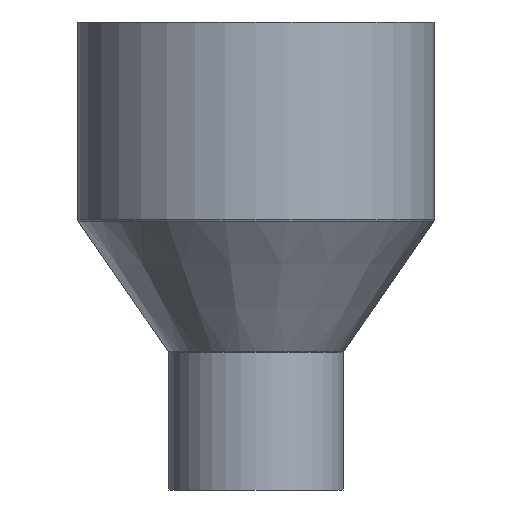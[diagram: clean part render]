
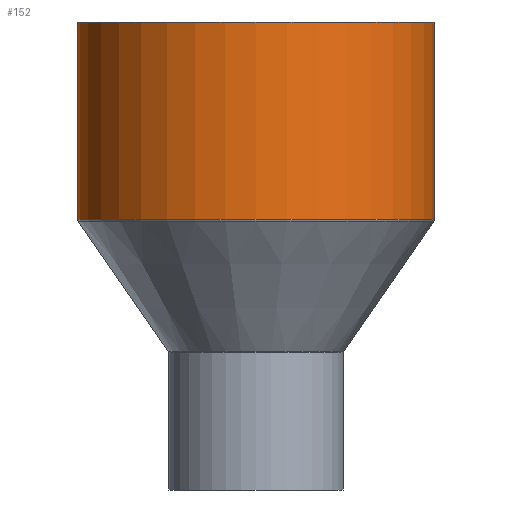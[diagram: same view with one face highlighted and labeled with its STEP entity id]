
A CAD part, front view. The second image highlights one B-rep face of the part: STEP entity #152.
In plain terms, the highlighted cylindrical face has radius 112.5 mm (diameter 225 mm), a partial arc.
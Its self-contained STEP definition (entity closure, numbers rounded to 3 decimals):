
#19 = DIRECTION ( 'NONE',  ( 0., 0., -1. ) ) ;
#44 = VERTEX_POINT ( 'NONE', #101 ) ;
#59 = AXIS2_PLACEMENT_3D ( 'NONE', #595, #143, #550 ) ;
#63 = EDGE_CURVE ( 'NONE', #408, #332, #518, .T. ) ;
#68 = CARTESIAN_POINT ( 'NONE',  ( -112.5, 0., -16.533 ) ) ;
#101 = CARTESIAN_POINT ( 'NONE',  ( -112.5, 0., 161.592 ) ) ;
#120 = CARTESIAN_POINT ( 'NONE',  ( 112.5, 0., -16.533 ) ) ;
#143 = DIRECTION ( 'NONE',  ( 0., 0., -1. ) ) ;
#152 = ADVANCED_FACE ( 'NONE', ( #598 ), #547, .T. ) ;
#163 = CARTESIAN_POINT ( 'NONE',  ( 112.5, 0., 161.592 ) ) ;
#179 = ORIENTED_EDGE ( 'NONE', *, *, #353, .T. ) ;
#196 = AXIS2_PLACEMENT_3D ( 'NONE', #509, #303, #199 ) ;
#199 = DIRECTION ( 'NONE',  ( -1., 0., 0. ) ) ;
#207 = ORIENTED_EDGE ( 'NONE', *, *, #63, .F. ) ;
#297 = CIRCLE ( 'NONE', #503, 112.5 ) ;
#298 = VECTOR ( 'NONE', #19, 1000. ) ;
#303 = DIRECTION ( 'NONE',  ( 0., 0., -1. ) ) ;
#318 = VERTEX_POINT ( 'NONE', #163 ) ;
#332 = VERTEX_POINT ( 'NONE', #626 ) ;
#343 = CARTESIAN_POINT ( 'NONE',  ( 112.5, 0., 37.217 ) ) ;
#353 = EDGE_CURVE ( 'NONE', #318, #44, #297, .T. ) ;
#360 = VECTOR ( 'NONE', #431, 1000. ) ;
#380 = CARTESIAN_POINT ( 'NONE',  ( 0., 0., 161.592 ) ) ;
#387 = ORIENTED_EDGE ( 'NONE', *, *, #643, .T. ) ;
#393 = EDGE_LOOP ( 'NONE', ( #433, #179, #387, #207 ) ) ;
#408 = VERTEX_POINT ( 'NONE', #343 ) ;
#431 = DIRECTION ( 'NONE',  ( 0., 0., -1. ) ) ;
#433 = ORIENTED_EDGE ( 'NONE', *, *, #622, .F. ) ;
#491 = DIRECTION ( 'NONE',  ( 0., 0., -1. ) ) ;
#503 = AXIS2_PLACEMENT_3D ( 'NONE', #380, #491, #582 ) ;
#509 = CARTESIAN_POINT ( 'NONE',  ( 0., 0., 37.217 ) ) ;
#518 = CIRCLE ( 'NONE', #196, 112.5 ) ;
#524 = LINE ( 'NONE', #68, #360 ) ;
#547 = CYLINDRICAL_SURFACE ( 'NONE', #59, 112.5 ) ;
#550 = DIRECTION ( 'NONE',  ( -1., 0., 0. ) ) ;
#582 = DIRECTION ( 'NONE',  ( -1., 0., 0. ) ) ;
#595 = CARTESIAN_POINT ( 'NONE',  ( 0., 0., -16.533 ) ) ;
#598 = FACE_OUTER_BOUND ( 'NONE', #393, .T. ) ;
#622 = EDGE_CURVE ( 'NONE', #318, #408, #632, .T. ) ;
#626 = CARTESIAN_POINT ( 'NONE',  ( -112.5, 0., 37.217 ) ) ;
#632 = LINE ( 'NONE', #120, #298 ) ;
#643 = EDGE_CURVE ( 'NONE', #44, #332, #524, .T. ) ;
